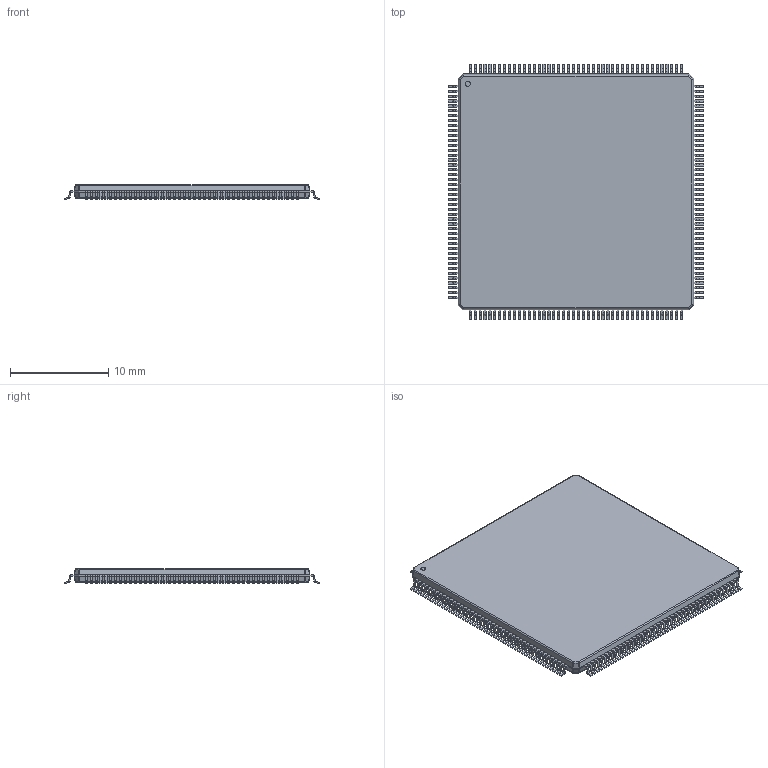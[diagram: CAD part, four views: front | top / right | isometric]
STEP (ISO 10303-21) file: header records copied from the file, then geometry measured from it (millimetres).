
FILE_DESCRIPTION((''),'2;1');
FILE_NAME('PTP0176F_ASM','2017-02-14T',('a0412025'),(''),'CREO PARAMETRIC BY PTC INC, 2016050','CREO PARAMETRIC BY PTC INC, 2016050','');
FILE_SCHEMA(('AUTOMOTIVE_DESIGN { 1 0 10303 214 1 1 1 1 }'));
Length unit declared in the file: millimetre
Products named in the file (4): BODY-QFP; LEAD-QFP; THERMALPAD-PTP0176F; PTP0176F_ASM
Assembly tree (178 placements, depth 2):
  PTP0176F_ASM
    BODY-QFP
    LEAD-QFP  x176
    THERMALPAD-PTP0176F
Bounding box: 26.03 x 26.03 x 1.5 mm (x, y, z)
Volume: 804.7 mm3; surface area: 1572.5 mm2
Topology: 178 solids, 178 shells, 2616 faces, 6694 edges, 4436 vertices
Faces by surface type: plane 1854, cylinder 746, sphere 16
Entity records: 8471 total; most frequent: CARTESIAN_POINT 1251, DIRECTION 1134, ORIENTED_EDGE 788, AXIS2_PLACEMENT_3D 408, PRESENTATION_STYLE_ASSIGNMENT 397, STYLED_ITEM 397, CURVE_STYLE 394, EDGE_CURVE 394
